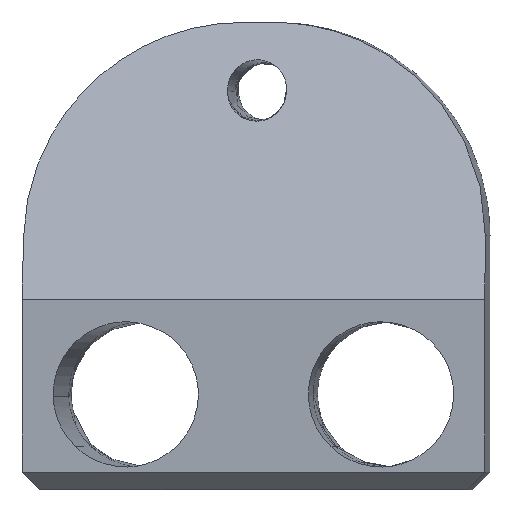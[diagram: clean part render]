
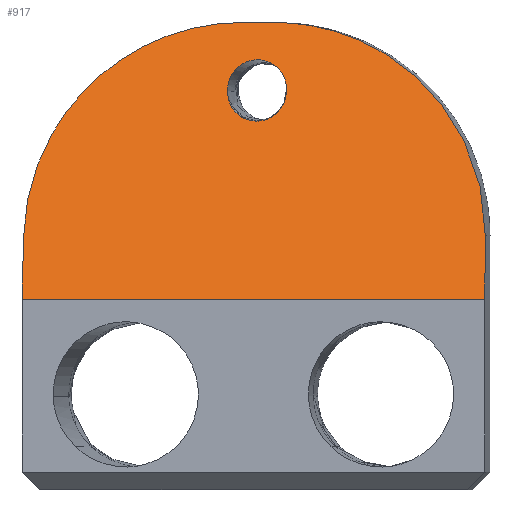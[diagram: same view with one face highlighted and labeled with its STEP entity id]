
A CAD part, front view. The second image highlights one B-rep face of the part: STEP entity #917.
In plain terms, the highlighted planar face has unit normal (-0.012, -0.707, 0.707).
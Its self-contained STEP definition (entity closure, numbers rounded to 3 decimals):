
#24=FACE_BOUND('',#288,.T.);
#37=PLANE('',#1013);
#104=LINE('',#1701,#176);
#107=LINE('',#1707,#179);
#109=LINE('',#1711,#181);
#111=LINE('',#1731,#183);
#176=VECTOR('',#1175,1.);
#179=VECTOR('',#1180,1.);
#181=VECTOR('',#1184,1.);
#183=VECTOR('',#1208,1.);
#232=FACE_OUTER_BOUND('',#287,.T.);
#287=EDGE_LOOP('',(#758,#759,#760,#761,#762,#763));
#288=EDGE_LOOP('',(#764,#765,#766));
#332=ELLIPSE('',#955,1.006,0.711);
#334=ELLIPSE('',#957,1.006,0.711);
#369=ELLIPSE('',#1014,7.28,5.148);
#370=ELLIPSE('',#1015,7.28,5.148);
#371=ELLIPSE('',#1016,0.999,0.711);
#372=VERTEX_POINT('',#1282);
#373=VERTEX_POINT('',#1283);
#376=VERTEX_POINT('',#1291);
#443=VERTEX_POINT('',#1698);
#444=VERTEX_POINT('',#1700);
#445=VERTEX_POINT('',#1704);
#446=VERTEX_POINT('',#1706);
#447=VERTEX_POINT('',#1710);
#454=VERTEX_POINT('',#1729);
#461=EDGE_CURVE('',#372,#373,#332,.T.);
#465=EDGE_CURVE('',#373,#376,#334,.T.);
#558=EDGE_CURVE('',#443,#444,#104,.T.);
#561=EDGE_CURVE('',#445,#446,#107,.T.);
#563=EDGE_CURVE('',#444,#447,#109,.T.);
#573=EDGE_CURVE('',#443,#446,#369,.T.);
#574=EDGE_CURVE('',#445,#454,#370,.T.);
#575=EDGE_CURVE('',#447,#454,#111,.T.);
#576=EDGE_CURVE('',#376,#372,#371,.T.);
#758=ORIENTED_EDGE('',*,*,#563,.F.);
#759=ORIENTED_EDGE('',*,*,#558,.F.);
#760=ORIENTED_EDGE('',*,*,#573,.T.);
#761=ORIENTED_EDGE('',*,*,#561,.F.);
#762=ORIENTED_EDGE('',*,*,#574,.T.);
#763=ORIENTED_EDGE('',*,*,#575,.F.);
#764=ORIENTED_EDGE('',*,*,#461,.T.);
#765=ORIENTED_EDGE('',*,*,#465,.T.);
#766=ORIENTED_EDGE('',*,*,#576,.T.);
#917=ADVANCED_FACE('',(#232,#24),#37,.F.);
#955=AXIS2_PLACEMENT_3D('',#1284,#1036,#1037);
#957=AXIS2_PLACEMENT_3D('',#1295,#1040,#1041);
#1013=AXIS2_PLACEMENT_3D('',#1727,#1202,#1203);
#1014=AXIS2_PLACEMENT_3D('',#1728,#1204,#1205);
#1015=AXIS2_PLACEMENT_3D('',#1730,#1206,#1207);
#1016=AXIS2_PLACEMENT_3D('',#1732,#1209,#1210);
#1036=DIRECTION('center_axis',(0.012,0.707,-0.707));
#1037=DIRECTION('ref_axis',(0.012,0.707,0.707));
#1040=DIRECTION('center_axis',(0.012,0.707,-0.707));
#1041=DIRECTION('ref_axis',(0.012,0.707,0.707));
#1175=DIRECTION('',(-0.006,-0.707,-0.707));
#1180=DIRECTION('',(1.,-0.017,0.));
#1184=DIRECTION('',(-1.,0.017,0.));
#1202=DIRECTION('center_axis',(0.012,0.707,-0.707));
#1203=DIRECTION('ref_axis',(-1.,0.,-0.017));
#1204=DIRECTION('center_axis',(-0.012,-0.707,0.707));
#1205=DIRECTION('ref_axis',(0.,-0.707,-0.707));
#1206=DIRECTION('center_axis',(-0.012,-0.707,0.707));
#1207=DIRECTION('ref_axis',(0.025,0.707,0.707));
#1208=DIRECTION('',(0.019,0.707,0.707));
#1209=DIRECTION('center_axis',(0.012,0.707,-0.707));
#1210=DIRECTION('ref_axis',(0.012,0.707,0.707));
#1282=CARTESIAN_POINT('',(0.621,-5.162,4.309));
#1283=CARTESIAN_POINT('',(-0.103,-5.893,3.565));
#1284=CARTESIAN_POINT('Origin',(-0.09,-5.182,4.277));
#1291=CARTESIAN_POINT('',(-0.801,-5.137,4.309));
#1295=CARTESIAN_POINT('Origin',(-0.09,-5.182,4.277));
#1698=CARTESIAN_POINT('',(5.434,-8.752,0.804));
#1700=CARTESIAN_POINT('',(5.42,-10.301,-0.745));
#1701=CARTESIAN_POINT('',(5.464,-5.241,4.315));
#1704=CARTESIAN_POINT('',(-0.453,-3.501,5.951));
#1706=CARTESIAN_POINT('',(0.331,-3.515,5.951));
#1707=CARTESIAN_POINT('',(-0.061,-3.508,5.951));
#1710=CARTESIAN_POINT('',(-5.777,-10.105,-0.745));
#1711=CARTESIAN_POINT('',(-0.178,-10.203,-0.745));
#1727=CARTESIAN_POINT('Origin',(-0.089,-5.11,4.349));
#1728=CARTESIAN_POINT('Origin',(0.287,-8.662,0.804));
#1729=CARTESIAN_POINT('',(-5.736,-8.557,0.804));
#1730=CARTESIAN_POINT('Origin',(-0.589,-8.647,0.804));
#1731=CARTESIAN_POINT('',(-5.643,-5.047,4.315));
#1732=CARTESIAN_POINT('Origin',(-0.089,-5.117,4.341));
